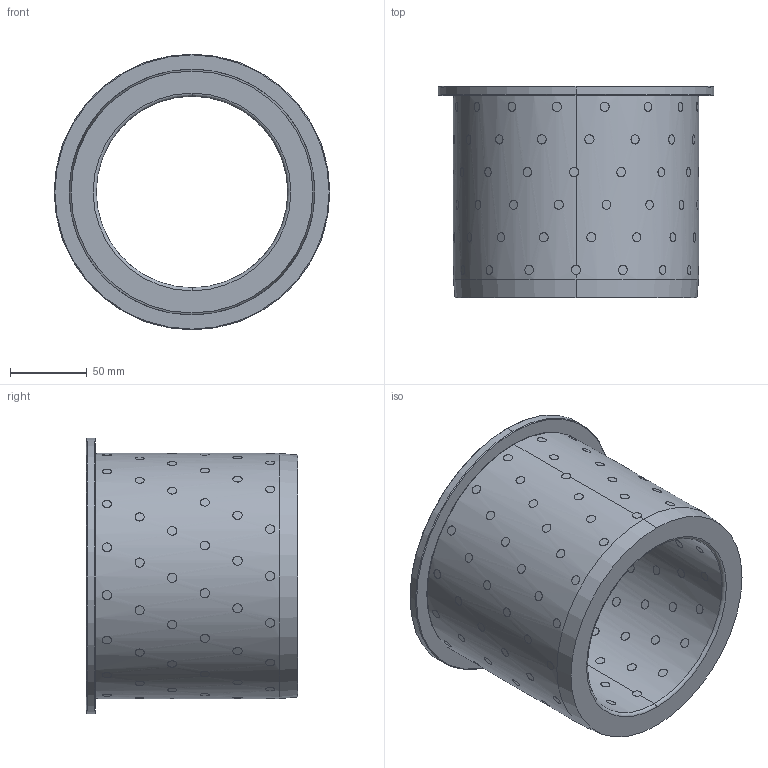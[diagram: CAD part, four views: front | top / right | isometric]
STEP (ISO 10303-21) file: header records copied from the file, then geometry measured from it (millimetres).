
FILE_DESCRIPTION (( 'STEP AP214' ), '1' );
FILE_NAME ('JUM-PAD-D125-L138.STEP', '2021-10-19T02:40:27', ( '' ), ( '' ), 'SwSTEP 2.0', 'SolidWorks 2016', '' );
FILE_SCHEMA (( 'AUTOMOTIVE_DESIGN' ));
Length unit declared in the file: millimetre
Products named in the file (101): ʯī-L17.5; JNM-PAD-D125-L138; JUM-PAD-D125-L138
Assembly tree (98 placements, depth 2):
  ʯī-L17.5
  ʯī-L17.5
  ʯī-L17.5
  ʯī-L17.5
  ʯī-L17.5
Bounding box: 180 x 138 x 180 mm (x, y, z)
Volume: 1107679 mm3; surface area: 211875.8 mm2
Topology: 97 solids, 97 shells, 601 faces, 1227 edges, 814 vertices
Faces by surface type: cylinder 392, plane 195, cone 10, torus 4
Entity records: 21441 total; most frequent: CARTESIAN_POINT 13713, ORIENTED_EDGE 1312, DIRECTION 942, EDGE_CURVE 656, VERTEX_POINT 432, EDGE_LOOP 408, B_SPLINE_CURVE_WITH_KNOTS 401, AXIS2_PLACEMENT_3D 361
